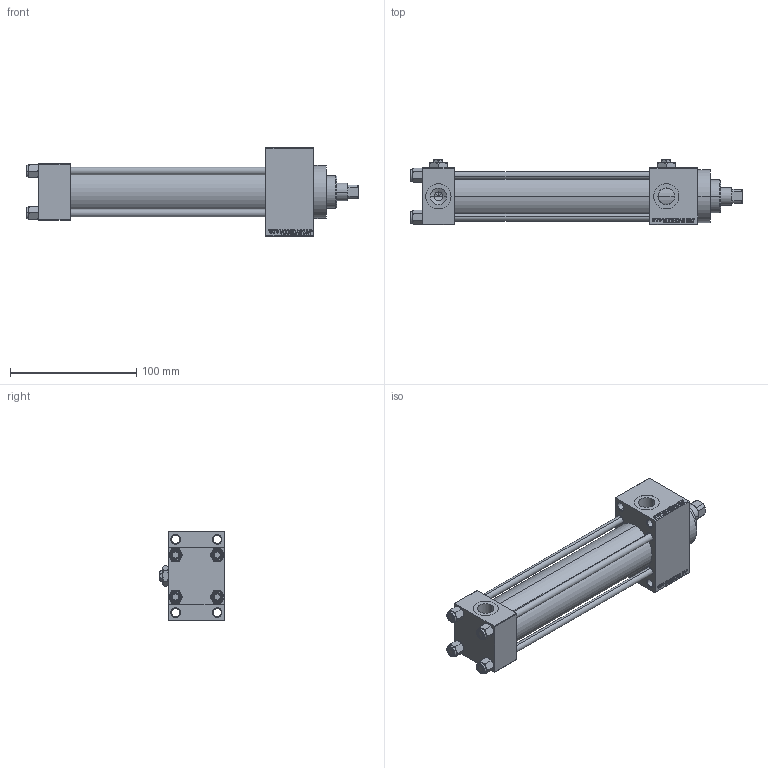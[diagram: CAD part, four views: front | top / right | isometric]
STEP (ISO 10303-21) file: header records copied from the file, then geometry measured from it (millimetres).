
FILE_DESCRIPTION (( 'STEP AP203' ), '1' );
FILE_NAME ('8153.STEP', '2022-04-14T13:49:08', ( '' ), ( '' ), 'SwSTEP 2.0', 'SolidWorks 2019', '' );
FILE_SCHEMA (( 'CONFIG_CONTROL_DESIGN' ));
Length unit declared in the file: millimetre
Products named in the file (7): NUT_M5_D f98122eac8025b4ff52add8ea7649b27; V215_VC_A f98122eac8025b4ff52add8ea7649b27; 8153; V215CR_D_TYCINKA f98122eac8025b4ff52add8ea7649b27; V215CR_D_Body f98122eac8025b4ff52add8ea7649b27; V215CR_VCP_D f98122eac8025b4ff52add8ea7649b27; Zatka_pro_OIL_PORT f98122eac8025b4ff52add8ea7649b27
Assembly tree (13 placements, depth 2):
  8153
    V215CR_D_Body f98122eac8025b4ff52add8ea7649b27
    V215CR_VCP_D f98122eac8025b4ff52add8ea7649b27
    NUT_M5_D f98122eac8025b4ff52add8ea7649b27  x4
    V215CR_D_TYCINKA f98122eac8025b4ff52add8ea7649b27  x4
    V215_VC_A f98122eac8025b4ff52add8ea7649b27
    Zatka_pro_OIL_PORT f98122eac8025b4ff52add8ea7649b27  x2
Bounding box: 263 x 52 x 70 mm (x, y, z)
Volume: 291580.9 mm3; surface area: 112744.5 mm2
Topology: 13 solids, 13 shells, 1209 faces, 2989 edges, 1924 vertices
Faces by surface type: plane 544, bspline 368, cone 186, cylinder 103, torus 8
Entity records: 49334 total; most frequent: CARTESIAN_POINT 25695, ORIENTED_EDGE 5278, DIRECTION 3467, EDGE_CURVE 2639, VERTEX_POINT 1722, LINE 1555, VECTOR 1555, EDGE_LOOP 1187
